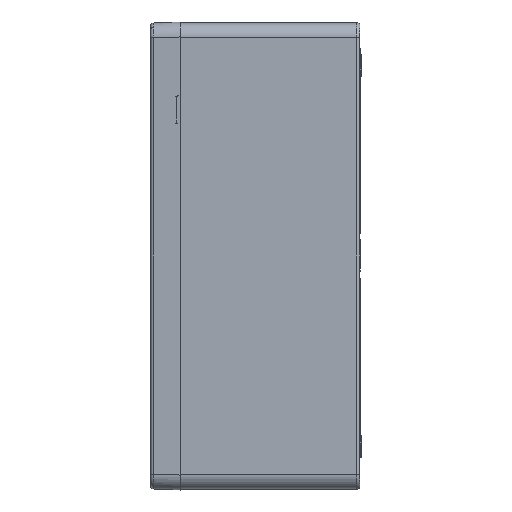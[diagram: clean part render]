
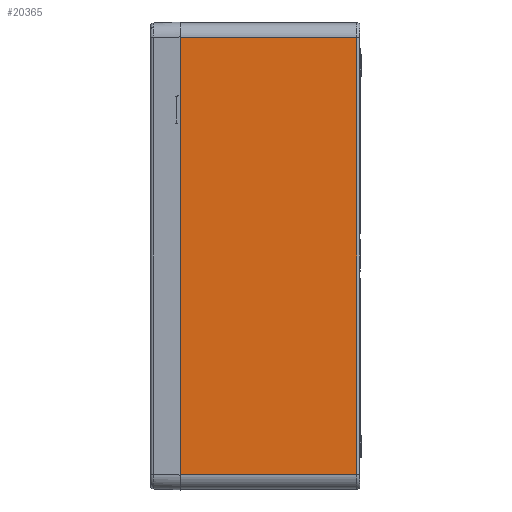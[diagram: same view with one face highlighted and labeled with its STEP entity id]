
A CAD part, left-side view. The second image highlights one B-rep face of the part: STEP entity #20365.
In plain terms, the highlighted planar face has unit normal (-1, 0, 0).
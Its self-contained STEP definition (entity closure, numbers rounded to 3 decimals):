
#10 = CARTESIAN_POINT ( 'NONE',  ( -201.5, 0., -146. ) ) ;
#3223 = CARTESIAN_POINT ( 'NONE',  ( -201.5, 0., -156. ) ) ;
#3225 = DIRECTION ( 'NONE',  ( 0., 0., 1. ) ) ;
#3311 = CARTESIAN_POINT ( 'NONE',  ( -201.5, -118., 146. ) ) ;
#3312 = DIRECTION ( 'NONE',  ( 0., 0., 1. ) ) ;
#3315 = CARTESIAN_POINT ( 'NONE',  ( -201.5, -120., -146. ) ) ;
#3317 = DIRECTION ( 'NONE',  ( 0., -1., 0. ) ) ;
#3320 = CARTESIAN_POINT ( 'NONE',  ( -201.5, -120., 146. ) ) ;
#3322 = DIRECTION ( 'NONE',  ( 0., 1., 0. ) ) ;
#20365 = ADVANCED_FACE ( 'NONE', ( #53839 ), #62984, .T. ) ;
#23897 = EDGE_CURVE ( 'NONE', #48437, #48425, #53889, .T. ) ;
#23928 = EDGE_CURVE ( 'NONE', #48380, #48399, #53892, .T. ) ;
#23930 = EDGE_CURVE ( 'NONE', #48437, #48380, #53893, .T. ) ;
#23933 = EDGE_CURVE ( 'NONE', #48399, #48425, #53894, .T. ) ;
#40945 = EDGE_LOOP ( 'NONE', ( #43088, #43092, #43091, #43093 ) ) ;
#43088 = ORIENTED_EDGE ( 'NONE', *, *, #23930, .T. ) ;
#43091 = ORIENTED_EDGE ( 'NONE', *, *, #23933, .T. ) ;
#43092 = ORIENTED_EDGE ( 'NONE', *, *, #23928, .T. ) ;
#43093 = ORIENTED_EDGE ( 'NONE', *, *, #23897, .F. ) ;
#48380 = VERTEX_POINT ( 'NONE', #68039 ) ;
#48399 = VERTEX_POINT ( 'NONE', #68058 ) ;
#48425 = VERTEX_POINT ( 'NONE', #68084 ) ;
#48437 = VERTEX_POINT ( 'NONE', #10 ) ;
#53839 = FACE_OUTER_BOUND ( 'NONE', #40945, .T. ) ;
#53889 = LINE ( 'NONE', #3223, #55650 ) ;
#53892 = LINE ( 'NONE', #3311, #55671 ) ;
#53893 = LINE ( 'NONE', #3315, #55672 ) ;
#53894 = LINE ( 'NONE', #3320, #55673 ) ;
#55595 = AXIS2_PLACEMENT_3D ( 'NONE', #62985, #62986, #62987 ) ;
#55650 = VECTOR ( 'NONE', #3225, 1000. ) ;
#55671 = VECTOR ( 'NONE', #3312, 1000. ) ;
#55672 = VECTOR ( 'NONE', #3317, 1000. ) ;
#55673 = VECTOR ( 'NONE', #3322, 1000. ) ;
#62984 = PLANE ( 'NONE',  #55595 ) ;
#62985 = CARTESIAN_POINT ( 'NONE',  ( -201.5, -120., -156. ) ) ;
#62986 = DIRECTION ( 'NONE',  ( -1., 0., 0. ) ) ;
#62987 = DIRECTION ( 'NONE',  ( 0., 0., 1. ) ) ;
#68039 = CARTESIAN_POINT ( 'NONE',  ( -201.5, -118., -146. ) ) ;
#68058 = CARTESIAN_POINT ( 'NONE',  ( -201.5, -118., 146. ) ) ;
#68084 = CARTESIAN_POINT ( 'NONE',  ( -201.5, 0., 146. ) ) ;
